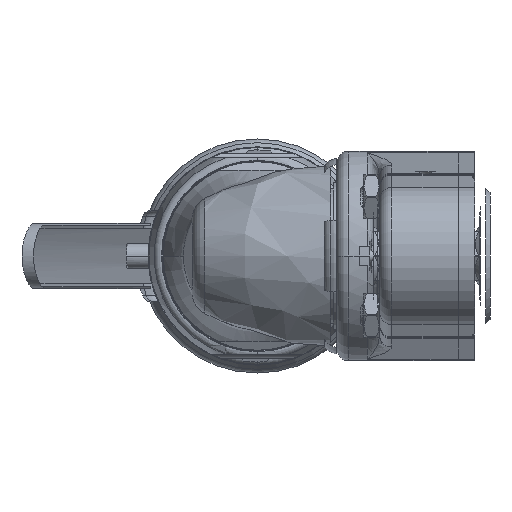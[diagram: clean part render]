
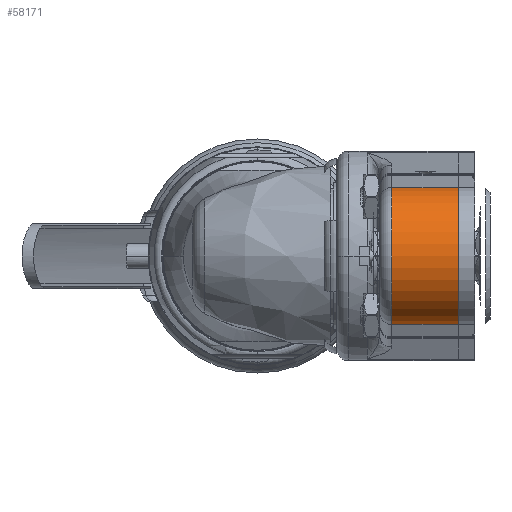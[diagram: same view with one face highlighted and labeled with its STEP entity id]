
A CAD part, left-side view. The second image highlights one B-rep face of the part: STEP entity #58171.
In plain terms, the highlighted cylindrical face has radius 13.487 mm (diameter 26.975 mm), a partial arc.
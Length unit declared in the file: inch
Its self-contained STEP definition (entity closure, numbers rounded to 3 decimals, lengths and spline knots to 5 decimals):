
#57113=CARTESIAN_POINT('',(-13.01005,-1.5355,0.));
#57114=DIRECTION('',(0.,-1.,0.));
#57115=DIRECTION('',(-0.173,0.,0.985));
#57116=AXIS2_PLACEMENT_3D('',#57113,#57114,#57115);
#57118=DIRECTION('',(0.,1.,0.));
#57119=VECTOR('',#57118,0.5075);
#57120=CARTESIAN_POINT('',(-13.10216,-1.5355,-0.52295));
#57121=LINE('',#57120,#57119);
#57126=DIRECTION('',(0.,1.,0.));
#57127=VECTOR('',#57126,0.5075);
#57128=CARTESIAN_POINT('',(-13.10216,-1.5355,0.52295));
#57129=LINE('',#57128,#57127);
#57601=CARTESIAN_POINT('',(-13.01005,-1.028,0.));
#57602=DIRECTION('',(0.,1.,0.));
#57603=DIRECTION('',(-0.173,0.,-0.985));
#57604=AXIS2_PLACEMENT_3D('',#57601,#57602,#57603);
#57800=CARTESIAN_POINT('',(-13.10216,-1.5355,-0.52295));
#57801=VERTEX_POINT('',#57800);
#57802=CARTESIAN_POINT('',(-13.10216,-1.5355,0.52295));
#57803=VERTEX_POINT('',#57802);
#57865=CARTESIAN_POINT('',(-13.10216,-1.028,0.52295));
#57866=VERTEX_POINT('',#57865);
#57869=CARTESIAN_POINT('',(-13.10216,-1.028,-0.52295));
#57870=VERTEX_POINT('',#57869);
#58157=CARTESIAN_POINT('',(-13.01005,-1.5355,0.));
#58158=DIRECTION('',(0.,1.,0.));
#58159=DIRECTION('',(1.,0.,0.));
#58160=AXIS2_PLACEMENT_3D('',#58157,#58158,#58159);
#58161=CYLINDRICAL_SURFACE('',#58160,0.531);
#58163=ORIENTED_EDGE('',*,*,#58162,.T.);
#58165=ORIENTED_EDGE('',*,*,#58164,.F.);
#58167=ORIENTED_EDGE('',*,*,#58166,.T.);
#58168=ORIENTED_EDGE('',*,*,#58149,.T.);
#58169=EDGE_LOOP('',(#58163,#58165,#58167,#58168));
#58170=FACE_OUTER_BOUND('',#58169,.F.);
#58171=ADVANCED_FACE('',(#58170),#58161,.T.);
#57117=CIRCLE('',#57116,0.531);
#57605=CIRCLE('',#57604,0.531);
#58149=EDGE_CURVE('',#57801,#57870,#57121,.T.);
#58162=EDGE_CURVE('',#57870,#57866,#57605,.T.);
#58164=EDGE_CURVE('',#57803,#57866,#57129,.T.);
#58166=EDGE_CURVE('',#57803,#57801,#57117,.T.);
